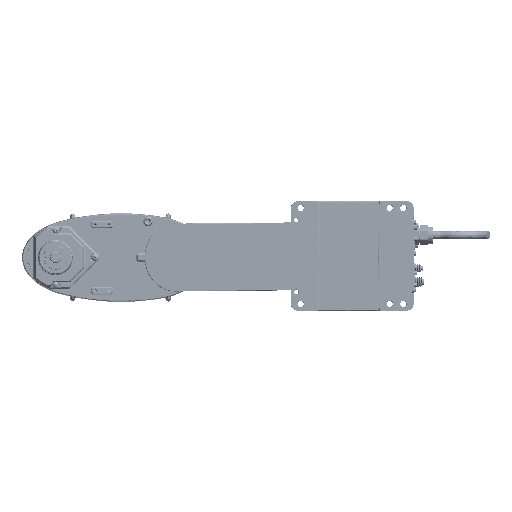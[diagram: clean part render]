
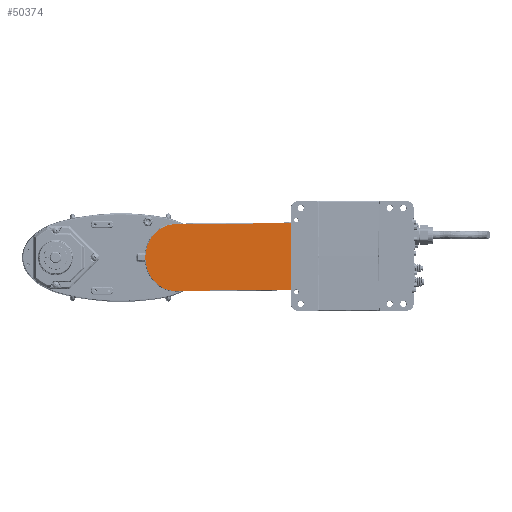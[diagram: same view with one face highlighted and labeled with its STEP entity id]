
A CAD part, front view. The second image highlights one B-rep face of the part: STEP entity #50374.
In plain terms, the highlighted free-form (B-spline) face has degree [1, 1] with [2, 2] control points.
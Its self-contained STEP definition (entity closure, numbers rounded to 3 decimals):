
#48641=CARTESIAN_POINT('',(-227.694,80.465,265.277));
#48642=VERTEX_POINT('',#48641);
#48651=CARTESIAN_POINT('',(-2.706,80.465,267.578));
#48652=VERTEX_POINT('',#48651);
#48653=CARTESIAN_POINT('',(-227.694,80.465,265.277));
#48654=CARTESIAN_POINT('',(-2.706,80.465,267.578));
#48655=B_SPLINE_CURVE_WITH_KNOTS('',1,(#48653,#48654),.POLYLINE_FORM.,.F.,.U.,(2,2),(0.,1.),.UNSPECIFIED.);
#48656=EDGE_CURVE('',#48642,#48652,#48655,.T.);
#48730=CARTESIAN_POINT('',(-226.699,80.465,167.991));
#48731=VERTEX_POINT('',#48730);
#48742=CARTESIAN_POINT('',(-1.711,80.465,170.292));
#48743=VERTEX_POINT('',#48742);
#48750=CARTESIAN_POINT('',(-1.711,80.465,170.292));
#48751=CARTESIAN_POINT('',(-226.699,80.465,167.991));
#48752=B_SPLINE_CURVE_WITH_KNOTS('',1,(#48750,#48751),.POLYLINE_FORM.,.F.,.U.,(2,2),(0.,1.),.UNSPECIFIED.);
#48753=EDGE_CURVE('',#48743,#48731,#48752,.T.);
#48958=CARTESIAN_POINT('',(-226.699,80.465,167.991));
#48959=CARTESIAN_POINT('',(-229.754,80.465,167.959));
#48960=CARTESIAN_POINT('',(-232.751,80.465,168.286));
#48961=CARTESIAN_POINT('',(-237.165,80.465,169.273));
#48962=CARTESIAN_POINT('',(-238.624,80.465,169.686));
#48963=CARTESIAN_POINT('',(-241.509,80.465,170.684));
#48964=CARTESIAN_POINT('',(-242.91,80.465,171.26));
#48965=CARTESIAN_POINT('',(-245.634,80.465,172.558));
#48966=CARTESIAN_POINT('',(-246.956,80.465,173.279));
#48967=CARTESIAN_POINT('',(-249.526,80.465,174.864));
#48968=CARTESIAN_POINT('',(-250.774,80.465,175.727));
#48969=CARTESIAN_POINT('',(-254.396,80.465,178.52));
#48970=CARTESIAN_POINT('',(-256.583,80.465,180.599));
#48971=CARTESIAN_POINT('',(-259.546,80.465,184.021));
#48972=CARTESIAN_POINT('',(-260.481,80.465,185.213));
#48973=CARTESIAN_POINT('',(-262.247,80.465,187.695));
#48974=CARTESIAN_POINT('',(-263.068,80.465,188.973));
#48975=CARTESIAN_POINT('',(-265.342,80.465,192.889));
#48976=CARTESIAN_POINT('',(-266.615,80.465,195.621));
#48977=CARTESIAN_POINT('',(-268.167,80.465,199.894));
#48978=CARTESIAN_POINT('',(-268.624,80.465,201.353));
#48979=CARTESIAN_POINT('',(-269.407,80.465,204.278));
#48980=CARTESIAN_POINT('',(-269.734,80.465,205.751));
#48981=CARTESIAN_POINT('',(-270.528,80.465,210.196));
#48982=CARTESIAN_POINT('',(-270.812,80.465,213.196));
#48983=CARTESIAN_POINT('',(-270.848,80.465,216.993));
#48984=CARTESIAN_POINT('',(-270.839,80.465,217.756));
#48985=CARTESIAN_POINT('',(-270.789,80.465,219.273));
#48986=CARTESIAN_POINT('',(-270.747,80.465,220.029));
#48987=CARTESIAN_POINT('',(-270.578,80.465,222.288));
#48988=CARTESIAN_POINT('',(-270.402,80.465,223.782));
#48989=CARTESIAN_POINT('',(-269.69,80.465,228.232));
#48990=CARTESIAN_POINT('',(-268.972,80.465,231.155));
#48991=CARTESIAN_POINT('',(-267.745,80.465,234.749));
#48992=CARTESIAN_POINT('',(-267.483,80.465,235.466));
#48993=CARTESIAN_POINT('',(-266.929,80.465,236.88));
#48994=CARTESIAN_POINT('',(-266.637,80.465,237.578));
#48995=CARTESIAN_POINT('',(-265.718,80.465,239.647));
#48996=CARTESIAN_POINT('',(-265.048,80.465,240.992));
#48997=CARTESIAN_POINT('',(-262.862,80.465,244.925));
#48998=CARTESIAN_POINT('',(-261.175,80.465,247.413));
#48999=CARTESIAN_POINT('',(-258.746,80.465,250.335));
#49000=CARTESIAN_POINT('',(-258.243,80.465,250.911));
#49001=CARTESIAN_POINT('',(-257.215,80.465,252.03));
#49002=CARTESIAN_POINT('',(-256.689,80.465,252.574));
#49003=CARTESIAN_POINT('',(-255.077,80.465,254.161));
#49004=CARTESIAN_POINT('',(-253.955,80.465,255.161));
#49005=CARTESIAN_POINT('',(-251.617,80.465,257.04));
#49006=CARTESIAN_POINT('',(-250.402,80.465,257.92));
#49007=CARTESIAN_POINT('',(-248.504,80.465,259.146));
#49008=CARTESIAN_POINT('',(-247.859,80.465,259.539));
#49009=CARTESIAN_POINT('',(-246.544,80.465,260.293));
#49010=CARTESIAN_POINT('',(-245.872,80.465,260.655));
#49011=CARTESIAN_POINT('',(-242.463,80.465,262.366));
#49012=CARTESIAN_POINT('',(-239.638,80.465,263.408));
#49013=CARTESIAN_POINT('',(-235.257,80.465,264.488));
#49014=CARTESIAN_POINT('',(-233.773,80.465,264.767));
#49015=CARTESIAN_POINT('',(-231.508,80.465,265.058));
#49016=CARTESIAN_POINT('',(-230.745,80.465,265.133));
#49017=CARTESIAN_POINT('',(-229.222,80.465,265.239));
#49018=CARTESIAN_POINT('',(-228.459,80.465,265.269));
#49019=CARTESIAN_POINT('',(-227.694,80.465,265.277));
#49020=B_SPLINE_CURVE_WITH_KNOTS('',3,(#48958,#48959,#48960,#48961,#48962,#48963,#48964,#48965,#48966,#48967,#48968,#48969,#48970,#48971,#48972,#48973,#48974,#48975,#48976,#48977,#48978,#48979,#48980,#48981,#48982,#48983,#48984,#48985,#48986,#48987,#48988,#48989,#48990,#48991,#48992,#48993,#48994,#48995,#48996,#48997,#48998,#48999,#49000,#49001,#49002,#49003,#49004,#49005,#49006,#49007,#49008,#49009,#49010,#49011,#49012,#49013,#49014,#49015,#49016,#49017,#49018,#49019),.UNSPECIFIED.,.F.,.U.,(4,2,2,2,2,2,2,2,2,2,2,2,2,2,2,2,2,2,2,2,2,2,2,2,2,2,2,2,2,2,4),(0.,0.009,0.014,0.018,0.023,0.027,0.037,0.041,0.046,0.055,0.06,0.064,0.073,0.076,0.078,0.082,0.092,0.094,0.096,0.101,0.11,0.112,0.115,0.119,0.124,0.126,0.128,0.137,0.142,0.144,0.147),.UNSPECIFIED.);
#49021=EDGE_CURVE('',#48731,#48642,#49020,.T.);
#50340=CARTESIAN_POINT('',(436.169,80.465,666.372));
#50341=CARTESIAN_POINT('',(445.228,80.465,-219.443));
#50342=CARTESIAN_POINT('',(-449.646,80.465,657.313));
#50343=CARTESIAN_POINT('',(-440.586,80.465,-228.502));
#50344=B_SPLINE_SURFACE_WITH_KNOTS('',1,1,((#50340,#50341),(#50342,#50343)),.PLANE_SURF.,.F.,.F.,.U.,(2,2),(2,2),(0.,1.),(0.,1.),.UNSPECIFIED.);
#50345=ORIENTED_EDGE('',*,*,#48753,.F.);
#50346=CARTESIAN_POINT('',(-2.706,80.465,267.578));
#50347=CARTESIAN_POINT('',(45.937,80.465,268.075));
#50348=CARTESIAN_POINT('',(46.435,80.465,219.432));
#50349=CARTESIAN_POINT('',(46.932,80.465,170.789));
#50350=CARTESIAN_POINT('',(-1.711,80.465,170.292));
#50351=(BOUNDED_CURVE()B_SPLINE_CURVE(2,(#50346,#50347,#50348,#50349,#50350),.CIRCULAR_ARC.,.F.,.U.)B_SPLINE_CURVE_WITH_KNOTS((3,2,3),(0.,0.5,1.),.UNSPECIFIED.)CURVE()GEOMETRIC_REPRESENTATION_ITEM()RATIONAL_B_SPLINE_CURVE((1.,0.707,1.,0.707,1.))REPRESENTATION_ITEM(''));
#50352=EDGE_CURVE('',#48652,#48743,#50351,.T.);
#50353=ORIENTED_EDGE('',*,*,#50352,.F.);
#50354=ORIENTED_EDGE('',*,*,#48656,.F.);
#50355=ORIENTED_EDGE('',*,*,#49021,.F.);
#50356=EDGE_LOOP('',(#50345,#50353,#50354,#50355));
#50357=FACE_OUTER_BOUND('',#50356,.T.);
#50358=CARTESIAN_POINT('',(-28.725,80.465,192.418));
#50359=VERTEX_POINT('',#50358);
#50360=CARTESIAN_POINT('',(-28.725,80.465,192.418));
#50361=CARTESIAN_POINT('',(-2.209,80.465,165.902));
#50362=CARTESIAN_POINT('',(24.308,80.465,192.418));
#50363=CARTESIAN_POINT('',(50.824,80.465,218.935));
#50364=CARTESIAN_POINT('',(24.308,80.465,245.451));
#50365=CARTESIAN_POINT('',(-2.209,80.465,271.968));
#50366=CARTESIAN_POINT('',(-28.725,80.465,245.451));
#50367=CARTESIAN_POINT('',(-55.242,80.465,218.935));
#50368=CARTESIAN_POINT('',(-28.725,80.465,192.418));
#50369=(BOUNDED_CURVE()B_SPLINE_CURVE(2,(#50360,#50361,#50362,#50363,#50364,#50365,#50366,#50367,#50368),.CIRCULAR_ARC.,.T.,.U.)B_SPLINE_CURVE_WITH_KNOTS((3,2,2,2,3),(0.,0.25,0.5,0.75,1.),.UNSPECIFIED.)CURVE()GEOMETRIC_REPRESENTATION_ITEM()RATIONAL_B_SPLINE_CURVE((1.,0.707,1.,0.707,1.,0.707,1.,0.707,1.))REPRESENTATION_ITEM(''));
#50370=EDGE_CURVE('',#50359,#50359,#50369,.T.);
#50371=ORIENTED_EDGE('',*,*,#50370,.F.);
#50372=EDGE_LOOP('',(#50371));
#50373=FACE_BOUND('',#50372,.T.);
#50374=ADVANCED_FACE('',(#50357,#50373),#50344,.T.);
